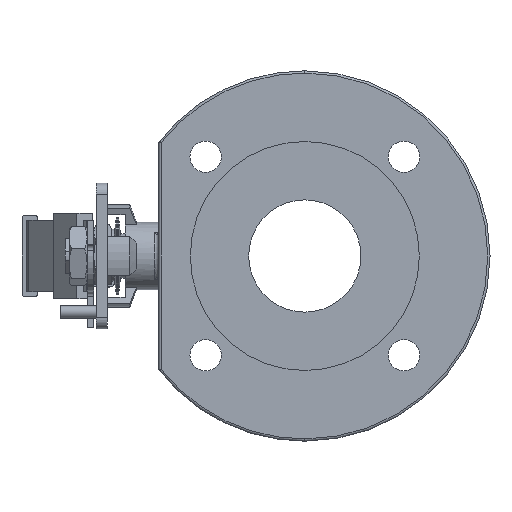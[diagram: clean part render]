
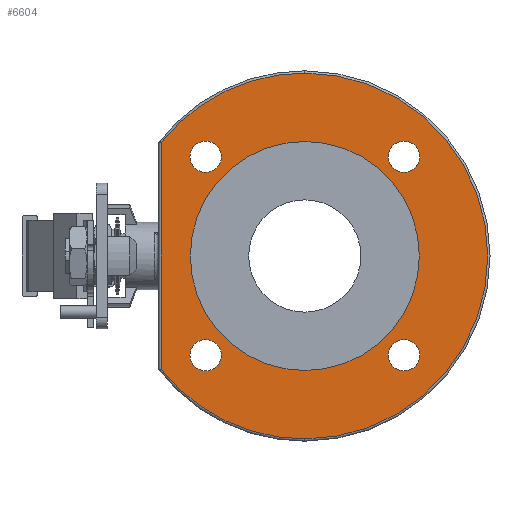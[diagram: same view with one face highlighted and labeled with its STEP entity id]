
A CAD part, left-side view. The second image highlights one B-rep face of the part: STEP entity #6604.
In plain terms, the highlighted planar face has unit normal (-1, 0, 0).
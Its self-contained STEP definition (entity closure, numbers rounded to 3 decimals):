
#232 = VERTEX_POINT ( 'NONE', #4174 ) ;
#239 = VERTEX_POINT ( 'NONE', #6685 ) ;
#636 = VERTEX_POINT ( 'NONE', #3896 ) ;
#876 = VERTEX_POINT ( 'NONE', #3968 ) ;
#877 = VERTEX_POINT ( 'NONE', #3969 ) ;
#884 = VERTEX_POINT ( 'NONE', #3976 ) ;
#885 = VERTEX_POINT ( 'NONE', #3977 ) ;
#896 = VERTEX_POINT ( 'NONE', #3988 ) ;
#897 = VERTEX_POINT ( 'NONE', #3989 ) ;
#904 = VERTEX_POINT ( 'NONE', #3996 ) ;
#905 = VERTEX_POINT ( 'NONE', #3997 ) ;
#914 = VERTEX_POINT ( 'NONE', #4006 ) ;
#915 = VERTEX_POINT ( 'NONE', #4007 ) ;
#1014 = VERTEX_POINT ( 'NONE', #6950 ) ;
#1189 = EDGE_CURVE ( 'NONE', #239, #1014, #2438, .T. ) ;
#1190 = EDGE_CURVE ( 'NONE', #1014, #636, #2439, .T. ) ;
#1191 = EDGE_CURVE ( 'NONE', #877, #876, #2452, .T. ) ;
#1192 = EDGE_CURVE ( 'NONE', #885, #884, #2451, .T. ) ;
#1193 = EDGE_CURVE ( 'NONE', #897, #896, #2454, .T. ) ;
#1194 = EDGE_CURVE ( 'NONE', #905, #904, #2455, .T. ) ;
#1195 = EDGE_CURVE ( 'NONE', #915, #914, #2456, .T. ) ;
#1394 = AXIS2_PLACEMENT_3D ( 'NONE', #7059, #7060, #7061 ) ;
#1395 = AXIS2_PLACEMENT_3D ( 'NONE', #7063, #7064, #7065 ) ;
#1396 = AXIS2_PLACEMENT_3D ( 'NONE', #7066, #7067, #7068 ) ;
#1397 = AXIS2_PLACEMENT_3D ( 'NONE', #7069, #7070, #7071 ) ;
#1398 = AXIS2_PLACEMENT_3D ( 'NONE', #7072, #7073, #7074 ) ;
#1399 = AXIS2_PLACEMENT_3D ( 'NONE', #7075, #7076, #7077 ) ;
#2020 = ORIENTED_EDGE ( 'NONE', *, *, #7410, .T. ) ;
#2021 = ORIENTED_EDGE ( 'NONE', *, *, #7414, .T. ) ;
#2022 = ORIENTED_EDGE ( 'NONE', *, *, #1189, .T. ) ;
#2023 = ORIENTED_EDGE ( 'NONE', *, *, #1190, .T. ) ;
#2024 = ORIENTED_EDGE ( 'NONE', *, *, #7503, .F. ) ;
#2025 = ORIENTED_EDGE ( 'NONE', *, *, #1191, .F. ) ;
#2026 = ORIENTED_EDGE ( 'NONE', *, *, #7511, .F. ) ;
#2027 = ORIENTED_EDGE ( 'NONE', *, *, #1192, .F. ) ;
#2028 = ORIENTED_EDGE ( 'NONE', *, *, #7523, .F. ) ;
#2029 = ORIENTED_EDGE ( 'NONE', *, *, #1193, .F. ) ;
#2030 = ORIENTED_EDGE ( 'NONE', *, *, #7531, .F. ) ;
#2031 = ORIENTED_EDGE ( 'NONE', *, *, #1194, .F. ) ;
#2032 = ORIENTED_EDGE ( 'NONE', *, *, #1195, .F. ) ;
#2033 = ORIENTED_EDGE ( 'NONE', *, *, #7537, .F. ) ;
#2438 = CIRCLE ( 'NONE', #1394, 81.5 ) ;
#2439 = LINE ( 'NONE', #7058, #2453 ) ;
#2451 = CIRCLE ( 'NONE', #1396, 7. ) ;
#2452 = CIRCLE ( 'NONE', #1395, 7. ) ;
#2453 = VECTOR ( 'NONE', #7055, 1000. ) ;
#2454 = CIRCLE ( 'NONE', #1397, 7. ) ;
#2455 = CIRCLE ( 'NONE', #1398, 7. ) ;
#2456 = CIRCLE ( 'NONE', #1399, 51. ) ;
#3896 = CARTESIAN_POINT ( 'NONE',  ( -64., 64., -50.46 ) ) ;
#3968 = CARTESIAN_POINT ( 'NONE',  ( -64., -44.194, -51.194 ) ) ;
#3969 = CARTESIAN_POINT ( 'NONE',  ( -64., -44.194, -37.194 ) ) ;
#3976 = CARTESIAN_POINT ( 'NONE',  ( -64., -44.194, 37.194 ) ) ;
#3977 = CARTESIAN_POINT ( 'NONE',  ( -64., -44.194, 51.194 ) ) ;
#3988 = CARTESIAN_POINT ( 'NONE',  ( -64., 44.194, 37.194 ) ) ;
#3989 = CARTESIAN_POINT ( 'NONE',  ( -64., 44.194, 51.194 ) ) ;
#3996 = CARTESIAN_POINT ( 'NONE',  ( -64., 44.194, -51.194 ) ) ;
#3997 = CARTESIAN_POINT ( 'NONE',  ( -64., 44.194, -37.194 ) ) ;
#4006 = CARTESIAN_POINT ( 'NONE',  ( -64., 0., 51. ) ) ;
#4007 = CARTESIAN_POINT ( 'NONE',  ( -64., 0., -51. ) ) ;
#4174 = CARTESIAN_POINT ( 'NONE',  ( -64., 0., -81.5 ) ) ;
#4923 = CARTESIAN_POINT ( 'NONE',  ( -64., 0., 0. ) ) ;
#4924 = DIRECTION ( 'NONE',  ( -1., 0., 0. ) ) ;
#4925 = DIRECTION ( 'NONE',  ( 0., 0., 1. ) ) ;
#4935 = CARTESIAN_POINT ( 'NONE',  ( -64., 0., 0. ) ) ;
#4936 = DIRECTION ( 'NONE',  ( -1., 0., 0. ) ) ;
#4937 = DIRECTION ( 'NONE',  ( 0., 0., 1. ) ) ;
#5109 = EDGE_LOOP ( 'NONE', ( #2030, #2031 ) ) ;
#5112 = EDGE_LOOP ( 'NONE', ( #2026, #2027 ) ) ;
#5251 = CARTESIAN_POINT ( 'NONE',  ( -64., -44.194, -44.194 ) ) ;
#5252 = DIRECTION ( 'NONE',  ( -1., 0., 0. ) ) ;
#5253 = DIRECTION ( 'NONE',  ( 0., 0., 1. ) ) ;
#5271 = CARTESIAN_POINT ( 'NONE',  ( -64., -44.194, 44.194 ) ) ;
#5272 = DIRECTION ( 'NONE',  ( -1., 0., 0. ) ) ;
#5273 = DIRECTION ( 'NONE',  ( 0., 0., 1. ) ) ;
#5301 = CARTESIAN_POINT ( 'NONE',  ( -64., 44.194, 44.194 ) ) ;
#5302 = DIRECTION ( 'NONE',  ( -1., 0., 0. ) ) ;
#5303 = DIRECTION ( 'NONE',  ( 0., 0., 1. ) ) ;
#5321 = CARTESIAN_POINT ( 'NONE',  ( -64., 44.194, -44.194 ) ) ;
#5322 = DIRECTION ( 'NONE',  ( -1., 0., 0. ) ) ;
#5323 = DIRECTION ( 'NONE',  ( 0., 0., 1. ) ) ;
#5335 = CARTESIAN_POINT ( 'NONE',  ( -64., 0., 0. ) ) ;
#5336 = DIRECTION ( 'NONE',  ( -1., 0., 0. ) ) ;
#5337 = DIRECTION ( 'NONE',  ( 0., 0., 1. ) ) ;
#6604 = ADVANCED_FACE ( 'NONE', ( #8540, #8547, #8543, #8546, #8541, #8548 ), #9948, .T. ) ;
#6677 = EDGE_LOOP ( 'NONE', ( #2024, #2025 ) ) ;
#6678 = EDGE_LOOP ( 'NONE', ( #2028, #2029 ) ) ;
#6679 = EDGE_LOOP ( 'NONE', ( #2032, #2033 ) ) ;
#6685 = CARTESIAN_POINT ( 'NONE',  ( -64., 0., 81.5 ) ) ;
#6691 = EDGE_LOOP ( 'NONE', ( #2020, #2021, #2022, #2023 ) ) ;
#6950 = CARTESIAN_POINT ( 'NONE',  ( -64., 64., 50.46 ) ) ;
#7055 = DIRECTION ( 'NONE',  ( 0., 0., -1. ) ) ;
#7058 = CARTESIAN_POINT ( 'NONE',  ( -64., 64., -50.806 ) ) ;
#7059 = CARTESIAN_POINT ( 'NONE',  ( -64., 0., 0. ) ) ;
#7060 = DIRECTION ( 'NONE',  ( -1., 0., 0. ) ) ;
#7061 = DIRECTION ( 'NONE',  ( 0., 0., 1. ) ) ;
#7063 = CARTESIAN_POINT ( 'NONE',  ( -64., -44.194, -44.194 ) ) ;
#7064 = DIRECTION ( 'NONE',  ( -1., 0., 0. ) ) ;
#7065 = DIRECTION ( 'NONE',  ( 0., 0., 1. ) ) ;
#7066 = CARTESIAN_POINT ( 'NONE',  ( -64., -44.194, 44.194 ) ) ;
#7067 = DIRECTION ( 'NONE',  ( -1., 0., 0. ) ) ;
#7068 = DIRECTION ( 'NONE',  ( 0., 0., 1. ) ) ;
#7069 = CARTESIAN_POINT ( 'NONE',  ( -64., 44.194, 44.194 ) ) ;
#7070 = DIRECTION ( 'NONE',  ( -1., 0., 0. ) ) ;
#7071 = DIRECTION ( 'NONE',  ( 0., 0., 1. ) ) ;
#7072 = CARTESIAN_POINT ( 'NONE',  ( -64., 44.194, -44.194 ) ) ;
#7073 = DIRECTION ( 'NONE',  ( -1., 0., 0. ) ) ;
#7074 = DIRECTION ( 'NONE',  ( 0., 0., 1. ) ) ;
#7075 = CARTESIAN_POINT ( 'NONE',  ( -64., 0., 0. ) ) ;
#7076 = DIRECTION ( 'NONE',  ( -1., 0., 0. ) ) ;
#7077 = DIRECTION ( 'NONE',  ( 0., 0., 1. ) ) ;
#7410 = EDGE_CURVE ( 'NONE', #636, #232, #9098, .T. ) ;
#7414 = EDGE_CURVE ( 'NONE', #232, #239, #9100, .T. ) ;
#7503 = EDGE_CURVE ( 'NONE', #876, #877, #9220, .T. ) ;
#7511 = EDGE_CURVE ( 'NONE', #884, #885, #9232, .T. ) ;
#7523 = EDGE_CURVE ( 'NONE', #896, #897, #9250, .T. ) ;
#7531 = EDGE_CURVE ( 'NONE', #904, #905, #9262, .T. ) ;
#7537 = EDGE_CURVE ( 'NONE', #914, #915, #9264, .T. ) ;
#8540 = FACE_OUTER_BOUND ( 'NONE', #6691, .T. ) ;
#8541 = FACE_BOUND ( 'NONE', #5109, .T. ) ;
#8543 = FACE_BOUND ( 'NONE', #5112, .T. ) ;
#8546 = FACE_BOUND ( 'NONE', #6678, .T. ) ;
#8547 = FACE_BOUND ( 'NONE', #6677, .T. ) ;
#8548 = FACE_BOUND ( 'NONE', #6679, .T. ) ;
#9098 = CIRCLE ( 'NONE', #9623, 81.5 ) ;
#9100 = CIRCLE ( 'NONE', #9627, 81.5 ) ;
#9220 = CIRCLE ( 'NONE', #9684, 7. ) ;
#9232 = CIRCLE ( 'NONE', #9688, 7. ) ;
#9250 = CIRCLE ( 'NONE', #9694, 7. ) ;
#9262 = CIRCLE ( 'NONE', #9698, 7. ) ;
#9264 = CIRCLE ( 'NONE', #9701, 51. ) ;
#9488 = AXIS2_PLACEMENT_3D ( 'NONE', #9949, #9945, #9951 ) ;
#9623 = AXIS2_PLACEMENT_3D ( 'NONE', #4923, #4924, #4925 ) ;
#9627 = AXIS2_PLACEMENT_3D ( 'NONE', #4935, #4936, #4937 ) ;
#9684 = AXIS2_PLACEMENT_3D ( 'NONE', #5251, #5252, #5253 ) ;
#9688 = AXIS2_PLACEMENT_3D ( 'NONE', #5271, #5272, #5273 ) ;
#9694 = AXIS2_PLACEMENT_3D ( 'NONE', #5301, #5302, #5303 ) ;
#9698 = AXIS2_PLACEMENT_3D ( 'NONE', #5321, #5322, #5323 ) ;
#9701 = AXIS2_PLACEMENT_3D ( 'NONE', #5335, #5336, #5337 ) ;
#9945 = DIRECTION ( 'NONE',  ( -1., 0., 0. ) ) ;
#9948 = PLANE ( 'NONE',  #9488 ) ;
#9949 = CARTESIAN_POINT ( 'NONE',  ( -64., 0., 0. ) ) ;
#9951 = DIRECTION ( 'NONE',  ( 0., 0., 1. ) ) ;
